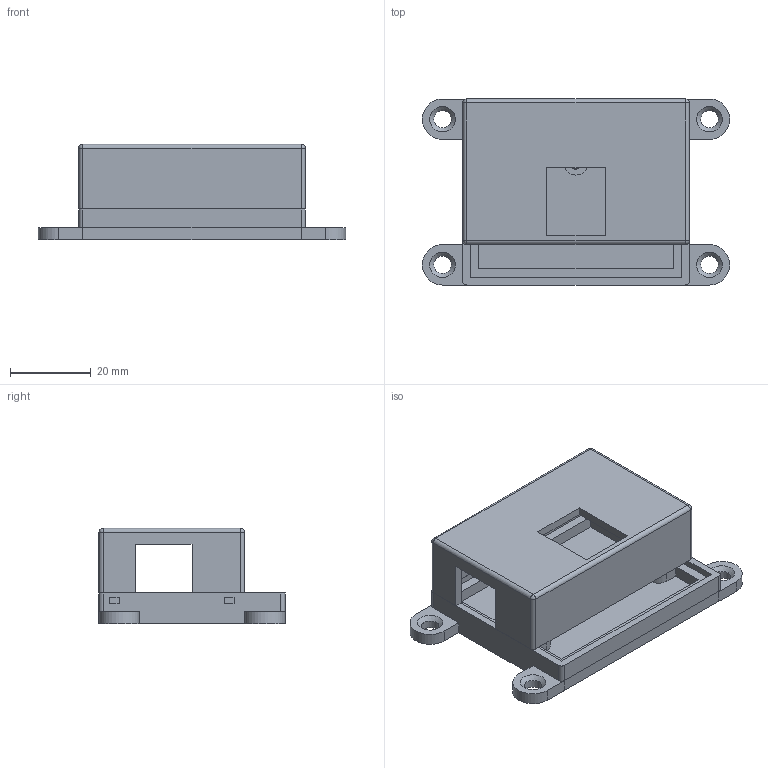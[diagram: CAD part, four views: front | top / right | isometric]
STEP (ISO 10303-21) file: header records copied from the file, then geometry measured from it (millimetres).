
FILE_DESCRIPTION(('FreeCAD Model'),'2;1');
FILE_NAME('Open CASCADE Shape Model','2024-04-28T16:16:38',( 'Jan Graichen'),(''),'Open CASCADE STEP processor 7.6','FreeCAD', 'Unknown');
FILE_SCHEMA(('AUTOMOTIVE_DESIGN { 1 0 10303 214 1 1 1 1 }'));
Length unit declared in the file: millimetre
Products named in the file (3): case; Case_Cover; Case_Base
Assembly tree (2 placements, depth 2):
  case
    Case_Cover
    Case_Base
Bounding box: 76 x 46 x 23.6 mm (x, y, z)
Volume: 18932.7 mm3; surface area: 17066 mm2
Topology: 2 solids, 2 shells, 239 faces, 580 edges, 346 vertices
Faces by surface type: plane 132, bspline 54, cylinder 45, sphere 4, cone 4
Full cylindrical faces by diameter (mm): 2.921 x15, 4.3 x4, 6 x1
Entity records: 23810 total; most frequent: CARTESIAN_POINT 12447, DIRECTION 1946, LINE 1376, VECTOR 1376, ORIENTED_EDGE 1152, PCURVE 1152, DEFINITIONAL_REPRESENTATION 1152, EDGE_CURVE 576
